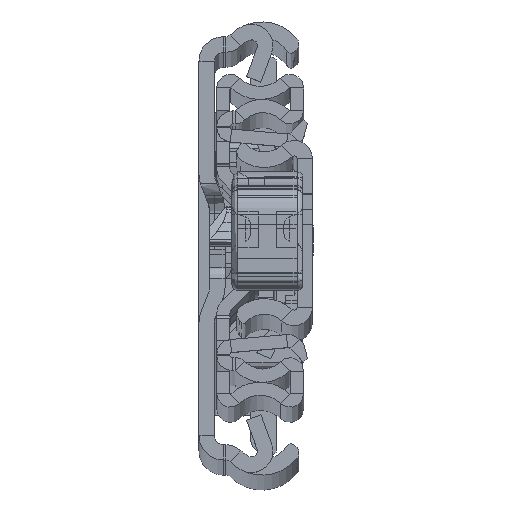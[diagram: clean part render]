
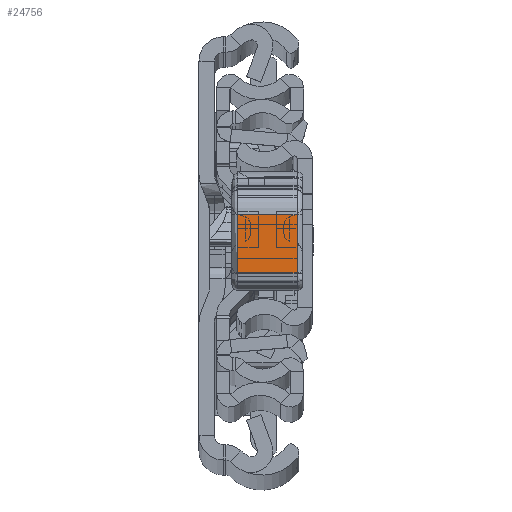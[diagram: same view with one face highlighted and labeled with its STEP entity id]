
A CAD part, top view. The second image highlights one B-rep face of the part: STEP entity #24756.
In plain terms, the highlighted face is planar.
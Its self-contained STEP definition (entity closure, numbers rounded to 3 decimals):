
#363 = EDGE_CURVE ( 'NONE', #25677, #33511, #7745, .T. ) ;
#2629 = PLANE ( 'NONE',  #17341 ) ;
#5195 = CARTESIAN_POINT ( 'NONE',  ( 39.55, -12.274, 10. ) ) ;
#5477 = VERTEX_POINT ( 'NONE', #17416 ) ;
#5928 = EDGE_CURVE ( 'NONE', #5477, #25677, #33183, .T. ) ;
#7521 = CARTESIAN_POINT ( 'NONE',  ( 39.55, -12.274, 11. ) ) ;
#7663 = DIRECTION ( 'NONE',  ( 0., 0., 1. ) ) ;
#7745 = LINE ( 'NONE', #34994, #25931 ) ;
#10006 = CARTESIAN_POINT ( 'NONE',  ( 39.818, -2.465, 0. ) ) ;
#10395 = LINE ( 'NONE', #21404, #20394 ) ;
#10565 = DIRECTION ( 'NONE',  ( 0.027, 1., 0. ) ) ;
#14871 = ORIENTED_EDGE ( 'NONE', *, *, #363, .T. ) ;
#16046 = DIRECTION ( 'NONE',  ( -0.027, -1., 0. ) ) ;
#17341 = AXIS2_PLACEMENT_3D ( 'NONE', #7521, #27188, #35118 ) ;
#17416 = CARTESIAN_POINT ( 'NONE',  ( 39.818, -2.465, 10. ) ) ;
#18355 = VERTEX_POINT ( 'NONE', #10006 ) ;
#18405 = CARTESIAN_POINT ( 'NONE',  ( 39.55, -12.274, 0. ) ) ;
#18893 = FACE_OUTER_BOUND ( 'NONE', #33470, .T. ) ;
#19777 = EDGE_CURVE ( 'NONE', #18355, #5477, #21387, .T. ) ;
#20394 = VECTOR ( 'NONE', #10565, 1000. ) ;
#21387 = LINE ( 'NONE', #26985, #34518 ) ;
#21404 = CARTESIAN_POINT ( 'NONE',  ( 39.55, -12.274, 0. ) ) ;
#24756 = ADVANCED_FACE ( 'NONE', ( #18893 ), #2629, .F. ) ;
#25677 = VERTEX_POINT ( 'NONE', #31022 ) ;
#25931 = VECTOR ( 'NONE', #29951, 1000. ) ;
#26985 = CARTESIAN_POINT ( 'NONE',  ( 39.818, -2.465, 11. ) ) ;
#27188 = DIRECTION ( 'NONE',  ( -1., 0.027, 0. ) ) ;
#28925 = EDGE_CURVE ( 'NONE', #33511, #18355, #10395, .T. ) ;
#29044 = ORIENTED_EDGE ( 'NONE', *, *, #19777, .T. ) ;
#29951 = DIRECTION ( 'NONE',  ( 0., 0., -1. ) ) ;
#31022 = CARTESIAN_POINT ( 'NONE',  ( 39.55, -12.274, 10. ) ) ;
#32277 = ORIENTED_EDGE ( 'NONE', *, *, #28925, .T. ) ;
#32530 = VECTOR ( 'NONE', #16046, 1000. ) ;
#33183 = LINE ( 'NONE', #5195, #32530 ) ;
#33470 = EDGE_LOOP ( 'NONE', ( #14871, #32277, #29044, #33960 ) ) ;
#33511 = VERTEX_POINT ( 'NONE', #18405 ) ;
#33960 = ORIENTED_EDGE ( 'NONE', *, *, #5928, .T. ) ;
#34518 = VECTOR ( 'NONE', #7663, 1000. ) ;
#34994 = CARTESIAN_POINT ( 'NONE',  ( 39.55, -12.274, 11. ) ) ;
#35118 = DIRECTION ( 'NONE',  ( -0.027, -1., 0. ) ) ;
